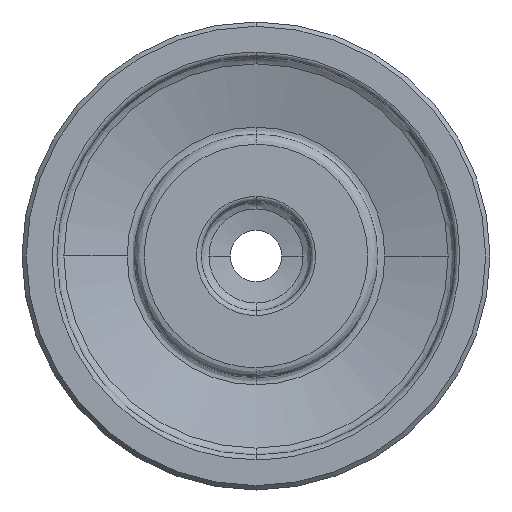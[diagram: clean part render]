
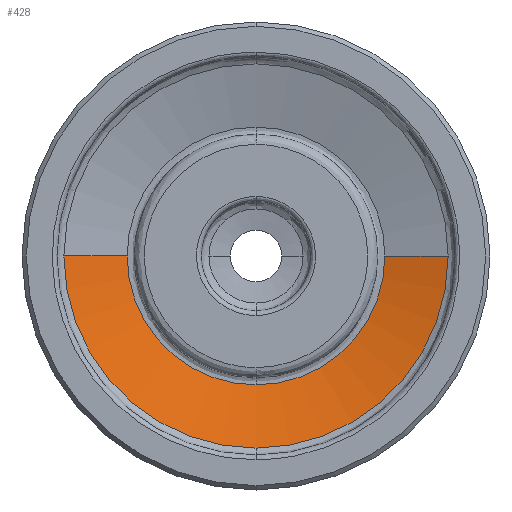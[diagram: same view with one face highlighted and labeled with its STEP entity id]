
A CAD part, front view. The second image highlights one B-rep face of the part: STEP entity #428.
In plain terms, the highlighted conical face has half-angle 75 degrees and reference radius 20.509 mm.
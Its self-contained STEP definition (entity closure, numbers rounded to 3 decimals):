
#13 = VERTEX_POINT ( 'NONE', #1683 ) ;
#69 = DIRECTION ( 'NONE',  ( 0.966, -0.259, 0. ) ) ;
#80 = CARTESIAN_POINT ( 'NONE',  ( 20.509, 6.06, 0. ) ) ;
#121 = VECTOR ( 'NONE', #69, 1000. ) ;
#129 = VERTEX_POINT ( 'NONE', #1666 ) ;
#141 = AXIS2_PLACEMENT_3D ( 'NONE', #350, #349, #348 ) ;
#231 = VERTEX_POINT ( 'NONE', #1457 ) ;
#267 = AXIS2_PLACEMENT_3D ( 'NONE', #1580, #1573, #1680 ) ;
#348 = DIRECTION ( 'NONE',  ( 0., 0., -1. ) ) ;
#349 = DIRECTION ( 'NONE',  ( 0., -1., 0. ) ) ;
#350 = CARTESIAN_POINT ( 'NONE',  ( 0., 6.06, 0. ) ) ;
#428 = ADVANCED_FACE ( 'NONE', ( #1471 ), #1371, .F. ) ;
#485 = CIRCLE ( 'NONE', #267, 20.509 ) ;
#647 = CARTESIAN_POINT ( 'NONE',  ( 0., 7.869, -13.759 ) ) ;
#649 = DIRECTION ( 'NONE',  ( 0., 0., -1. ) ) ;
#653 = DIRECTION ( 'NONE',  ( 0., -1., 0. ) ) ;
#654 = CARTESIAN_POINT ( 'NONE',  ( 0., 7.869, 0. ) ) ;
#673 = DIRECTION ( 'NONE',  ( 0., 0., -1. ) ) ;
#674 = DIRECTION ( 'NONE',  ( 0., -1., 0. ) ) ;
#675 = CARTESIAN_POINT ( 'NONE',  ( 0., 7.869, 0. ) ) ;
#690 = CARTESIAN_POINT ( 'NONE',  ( -20.509, 6.06, 0. ) ) ;
#706 = ORIENTED_EDGE ( 'NONE', *, *, #899, .F. ) ;
#719 = DIRECTION ( 'NONE',  ( -0.966, -0.259, 0. ) ) ;
#842 = EDGE_CURVE ( 'NONE', #1153, #1238, #1735, .T. ) ;
#873 = EDGE_CURVE ( 'NONE', #951, #231, #908, .T. ) ;
#899 = EDGE_CURVE ( 'NONE', #1153, #951, #1235, .T. ) ;
#908 = CIRCLE ( 'NONE', #1369, 13.759 ) ;
#951 = VERTEX_POINT ( 'NONE', #647 ) ;
#1023 = LINE ( 'NONE', #80, #121 ) ;
#1035 = EDGE_CURVE ( 'NONE', #1238, #129, #1738, .T. ) ;
#1090 = DIRECTION ( 'NONE',  ( 0., -1., 0. ) ) ;
#1096 = CARTESIAN_POINT ( 'NONE',  ( 0., 6.06, 0. ) ) ;
#1098 = EDGE_CURVE ( 'NONE', #231, #13, #1023, .T. ) ;
#1099 = DIRECTION ( 'NONE',  ( 1., 0., 0. ) ) ;
#1115 = ORIENTED_EDGE ( 'NONE', *, *, #842, .T. ) ;
#1133 = EDGE_LOOP ( 'NONE', ( #706, #1115, #1806, #1837, #1776, #1537 ) ) ;
#1153 = VERTEX_POINT ( 'NONE', #1717 ) ;
#1176 = EDGE_CURVE ( 'NONE', #129, #13, #485, .T. ) ;
#1217 = AXIS2_PLACEMENT_3D ( 'NONE', #1096, #1090, #1099 ) ;
#1235 = CIRCLE ( 'NONE', #1357, 13.759 ) ;
#1238 = VERTEX_POINT ( 'NONE', #1399 ) ;
#1357 = AXIS2_PLACEMENT_3D ( 'NONE', #654, #653, #649 ) ;
#1369 = AXIS2_PLACEMENT_3D ( 'NONE', #675, #674, #673 ) ;
#1371 = CONICAL_SURFACE ( 'NONE', #1217, 20.509, 1.309 ) ;
#1399 = CARTESIAN_POINT ( 'NONE',  ( -20.509, 6.06, 0. ) ) ;
#1457 = CARTESIAN_POINT ( 'NONE',  ( 13.759, 7.869, 0. ) ) ;
#1471 = FACE_OUTER_BOUND ( 'NONE', #1133, .T. ) ;
#1537 = ORIENTED_EDGE ( 'NONE', *, *, #873, .F. ) ;
#1573 = DIRECTION ( 'NONE',  ( 0., -1., 0. ) ) ;
#1580 = CARTESIAN_POINT ( 'NONE',  ( 0., 6.06, 0. ) ) ;
#1666 = CARTESIAN_POINT ( 'NONE',  ( 0., 6.06, -20.509 ) ) ;
#1680 = DIRECTION ( 'NONE',  ( 0., 0., -1. ) ) ;
#1683 = CARTESIAN_POINT ( 'NONE',  ( 20.509, 6.06, 0. ) ) ;
#1716 = VECTOR ( 'NONE', #719, 1000. ) ;
#1717 = CARTESIAN_POINT ( 'NONE',  ( -13.759, 7.869, 0. ) ) ;
#1735 = LINE ( 'NONE', #690, #1716 ) ;
#1738 = CIRCLE ( 'NONE', #141, 20.509 ) ;
#1776 = ORIENTED_EDGE ( 'NONE', *, *, #1098, .F. ) ;
#1806 = ORIENTED_EDGE ( 'NONE', *, *, #1035, .T. ) ;
#1837 = ORIENTED_EDGE ( 'NONE', *, *, #1176, .T. ) ;
